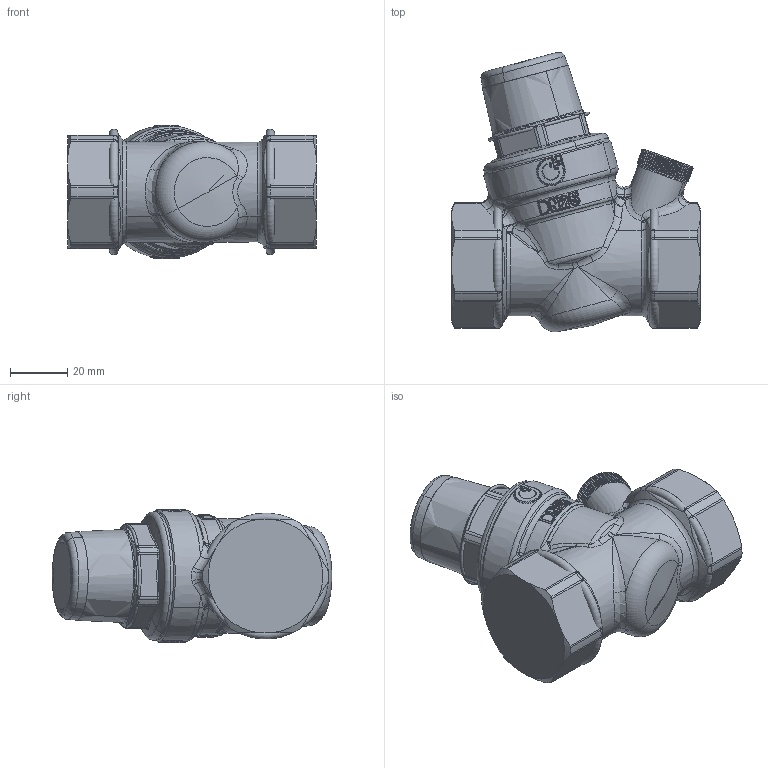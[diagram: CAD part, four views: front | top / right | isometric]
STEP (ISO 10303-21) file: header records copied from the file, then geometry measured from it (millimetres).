
FILE_DESCRIPTION((''),'2;1');
FILE_NAME('_DA_CONVERTIRE0002_SW0001','2017-01-30T',('mparodi'),(''),'CREO PARAMETRIC BY PTC INC, 2014500','CREO PARAMETRIC BY PTC INC, 2014500','');
FILE_SCHEMA(('CONFIG_CONTROL_DESIGN'));
Products named in the file (1): _DA_CONVERTIRE0002_SW0001
Bounding box: 87 x 97.69 x 46.8 mm (x, y, z)
Surface area: 68353.4 mm2 (no closed solid volume)
Topology: 0 solids, 0 shells, 1152 faces, 5753 edges, 5620 vertices
Faces by surface type: bspline 1017, sphere 70, torus 65
Entity records: 100795 total; most frequent: CARTESIAN_POINT 53668, DIRECTION 6764, TRIMMED_CURVE 5746, DEFINITIONAL_REPRESENTATION 5584, PCURVE 5584, COMPOSITE_CURVE_SEGMENT 5584, VECTOR 4998, LINE 4998
